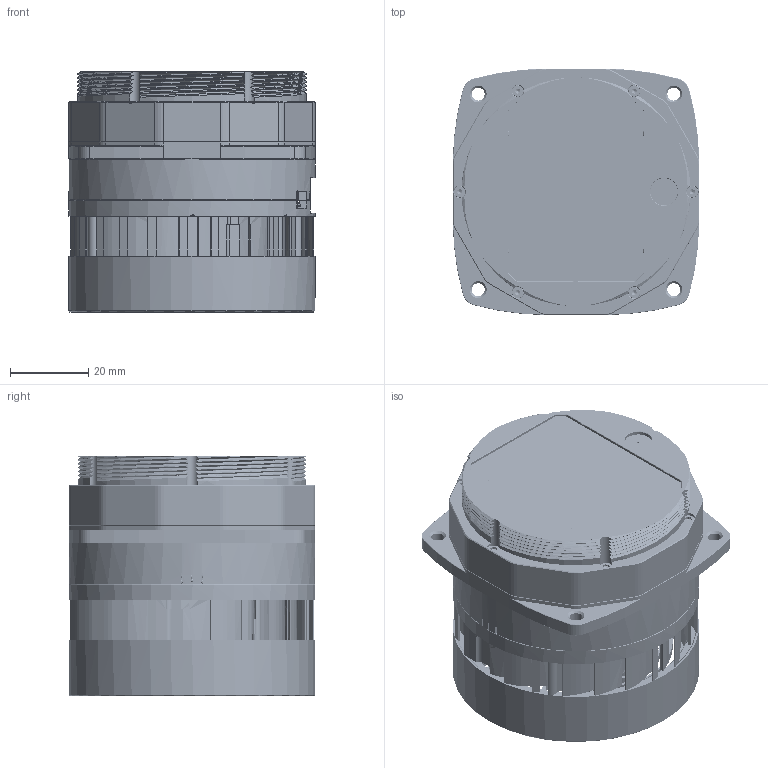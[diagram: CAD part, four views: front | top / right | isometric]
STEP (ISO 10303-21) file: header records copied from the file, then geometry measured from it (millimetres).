
FILE_DESCRIPTION(/* description */ ('step model'),/* implementation_level */ '2;1');
FILE_NAME(/* name */ '3D-MJ16E-(MECH-MJ16E-ASSM).stp',/* time_stamp */ '2017-09-06T13:56:45+02:00',/* author */ ('Spano'),/* organization */ ('Ximea'),/* preprocessor_version */ 'ST-DEVELOPER v16',/* originating_system */ 'SIEMENS PLM Software NX 11.0',/* authorisation */ '');
FILE_SCHEMA (('AUTOMOTIVE_DESIGN { 1 0 10303 214 3 1 1 1 }'));
Products named in the file (15): KAI-16070-GLASS; KAI-16070-BODY; SCREW-M1.6X8-TX; SCREW-M1.6X10-TX; SCREW-M1.6X15-TX; MECH-MJ16E-FILTER-GLASS; CONN-uB; 874370243_stp; SM03B-SRSS-TB_step; MECH-MJ16E-FAN-FF; MECH-MJ16E-FT; MECH-MJ16E-HD; MECH-MJ16E-FH; KAI-16070-ASSM; MJ16E-ASSM
Assembly tree (26 placements, depth 3):
  MJ16E-ASSM
    MECH-MJ16E-FH
    MECH-MJ16E-HD
    MECH-MJ16E-FT
    MECH-MJ16E-FAN-FF
    KAI-16070-ASSM
      KAI-16070-BODY
      KAI-16070-GLASS
    SM03B-SRSS-TB_step
    874370243_stp
    CONN-uB
    MECH-MJ16E-FILTER-GLASS
    SCREW-M1.6X15-TX  x3
    SCREW-M1.6X10-TX  x6
    SCREW-M1.6X8-TX  x6
Bounding box: 63.02 x 63.02 x 61.4 mm (x, y, z)
Volume: 60113.1 mm3; surface area: 74687.7 mm2
Topology: 26 solids, 26 shells, 3248 faces, 8499 edges, 5483 vertices
Faces by surface type: plane 1447, cylinder 1134, cone 408, bspline 257, extrusion 1, torus 1
Full cylindrical faces by diameter (mm): 0.46 x71, 0.5 x1, 0.7 x1, 1.2 x70, 1.3 x23, 1.6 x34, 1.65 x1, 1.831 x1, 2.25 x1, 2.5 x4, 2.54 x2, 2.65 x1, 2.95 x15, 3.2 x16, 3.3 x4, 7 x1, 17.2 x1, 57.6 x1, 61.4 x1, 63.02 x3
Entity records: 134709 total; most frequent: CARTESIAN_POINT 55676, ORIENTED_EDGE 14816, DIRECTION 14264, EDGE_CURVE 7408, AXIS2_PLACEMENT_3D 5108, VERTEX_POINT 4931, VECTOR 4048, LINE 4047
